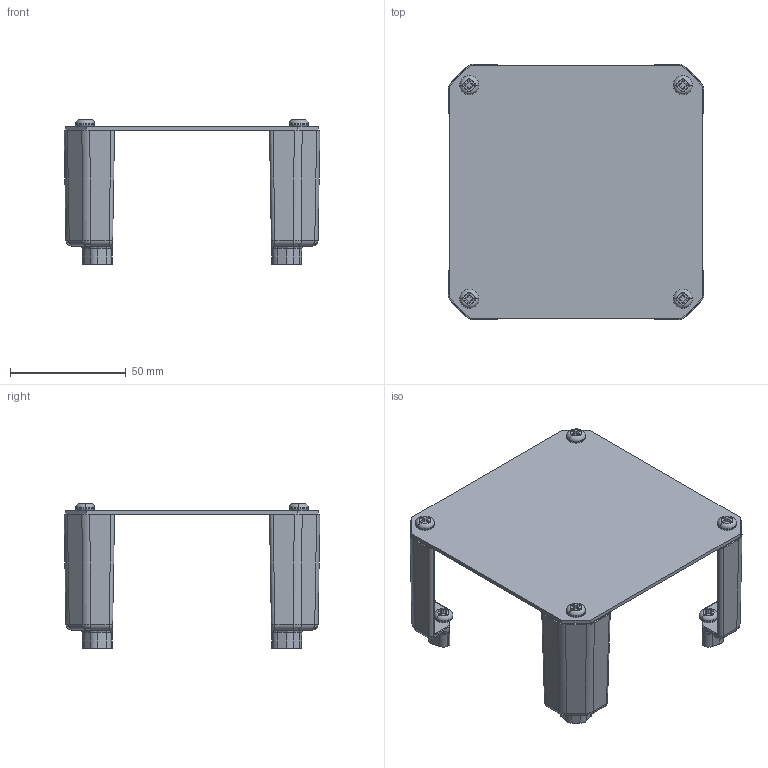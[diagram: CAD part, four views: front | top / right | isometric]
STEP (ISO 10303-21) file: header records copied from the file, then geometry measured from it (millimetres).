
FILE_DESCRIPTION((''),'2;1');
FILE_NAME('AFPK44-IMP_ASM','2017-01-10T',('wtidwell'),(''),'CREO PARAMETRIC BY PTC INC, 2016050','CREO PARAMETRIC BY PTC INC, 2016050','');
FILE_SCHEMA(('CONFIG_CONTROL_DESIGN'));
Length unit declared in the file: inch
Products named in the file (4): AFP44-IMP; SUPPORT-FP-4043; 9912597-82-10; AFPK44-IMP_ASM
Assembly tree (13 placements, depth 2):
  AFPK44-IMP_ASM
    AFP44-IMP
    SUPPORT-FP-4043  x4
    9912597-82-10  x8
Bounding box: 110.52 x 110.52 x 62.43 mm (x, y, z)
Volume: 48346 mm3; surface area: 49062.9 mm2
Topology: 13 solids, 13 shells, 1578 faces, 4136 edges, 2592 vertices
Faces by surface type: cylinder 636, bspline 404, plane 362, cone 116, torus 36, sphere 24
Entity records: 16067 total; most frequent: CARTESIAN_POINT 9271, ORIENTED_EDGE 1552, DIRECTION 1151, EDGE_CURVE 776, VERTEX_POINT 477, AXIS2_PLACEMENT_3D 418, VECTOR 315, LINE 315
